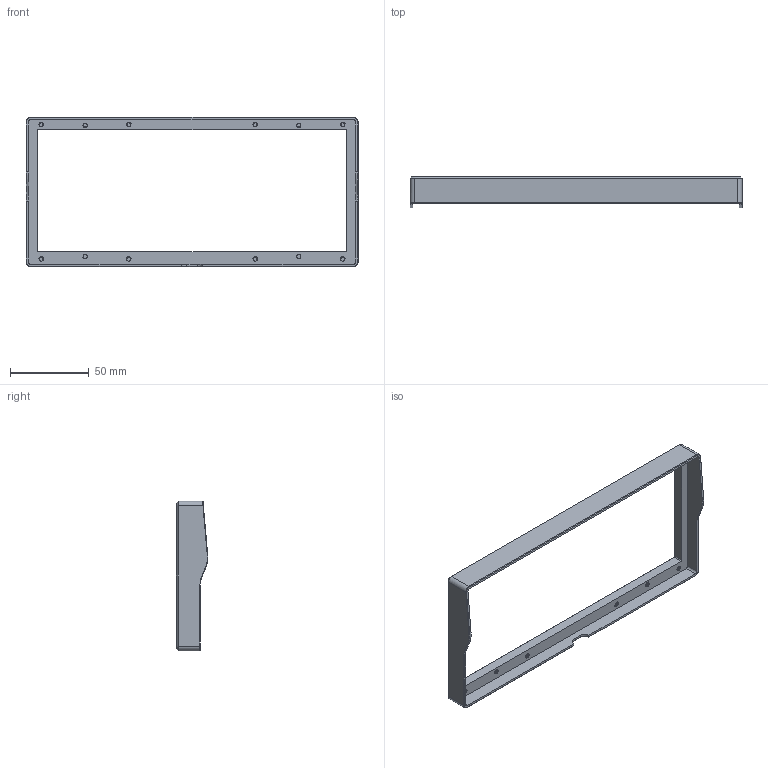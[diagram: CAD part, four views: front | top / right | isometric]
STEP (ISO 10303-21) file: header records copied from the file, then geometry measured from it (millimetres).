
FILE_DESCRIPTION(/* description */ (''),/* implementation_level */ '2;1');
FILE_NAME(/* name */ 'Case Top.step',/* time_stamp */ '2021-08-06T15:21:43+02:00',/* author */ (''),/* organization */ (''),/* preprocessor_version */ 'ST-DEVELOPER v18.1',/* originating_system */ 'Autodesk Translation Framework v10.9.0.1377',/* authorisation */ '');
FILE_SCHEMA (('AUTOMOTIVE_DESIGN { 1 0 10303 214 3 1 1 }'));
Length unit declared in the file: millimetre
Products named in the file (1): Case Top
Bounding box: 210.26 x 20.05 x 94.73 mm (x, y, z)
Volume: 41268 mm3; surface area: 28937.8 mm2
Topology: 1 solids, 1 shells, 388 faces, 1088 edges, 712 vertices
Faces by surface type: cylinder 296, plane 46, bspline 32, cone 14
Full cylindrical faces by diameter (mm): 2.529 x68, 3.086 x24
Entity records: 30073 total; most frequent: CARTESIAN_POINT 21313, ORIENTED_EDGE 2172, DIRECTION 1268, EDGE_CURVE 1086, VERTEX_POINT 712, B_SPLINE_CURVE_WITH_KNOTS 622, AXIS2_PLACEMENT_3D 447, EDGE_LOOP 402
